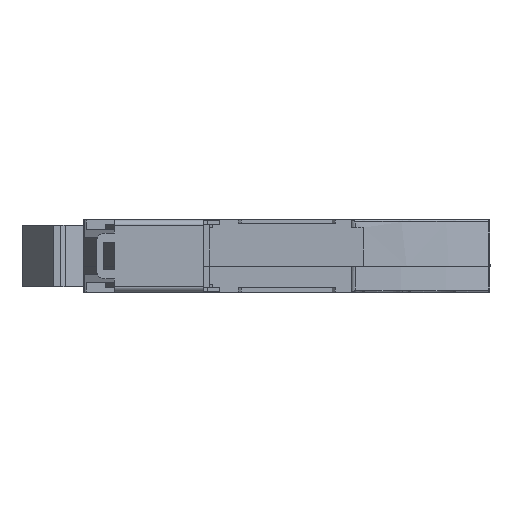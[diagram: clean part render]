
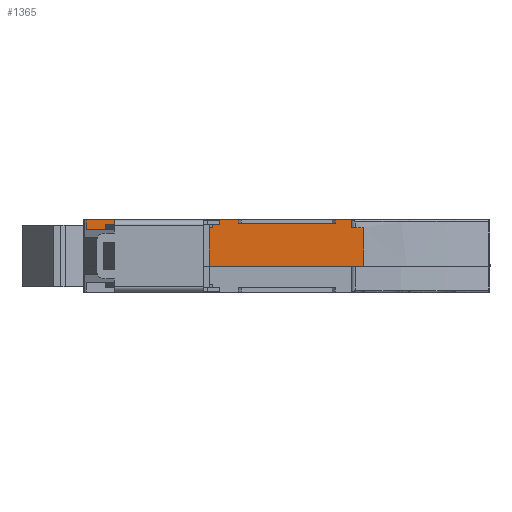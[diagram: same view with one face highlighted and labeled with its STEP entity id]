
A CAD part, front view. The second image highlights one B-rep face of the part: STEP entity #1365.
In plain terms, the highlighted planar face has unit normal (0, -1, 0).
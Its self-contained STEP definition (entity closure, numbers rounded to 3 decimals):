
#689 = VERTEX_POINT ( 'NONE', #5079 ) ;
#691 = EDGE_CURVE ( 'NONE', #978, #689, #5078, .T. ) ;
#708 = EDGE_CURVE ( 'NONE', #709, #710, #5222, .T. ) ;
#709 = VERTEX_POINT ( 'NONE', #5218 ) ;
#710 = VERTEX_POINT ( 'NONE', #5217 ) ;
#885 = VERTEX_POINT ( 'NONE', #5713 ) ;
#888 = EDGE_CURVE ( 'NONE', #885, #889, #5711, .T. ) ;
#889 = VERTEX_POINT ( 'NONE', #5707 ) ;
#913 = EDGE_CURVE ( 'NONE', #1014, #914, #5603, .T. ) ;
#914 = VERTEX_POINT ( 'NONE', #5596 ) ;
#978 = VERTEX_POINT ( 'NONE', #5694 ) ;
#1014 = VERTEX_POINT ( 'NONE', #5942 ) ;
#1031 = VERTEX_POINT ( 'NONE', #5974 ) ;
#1033 = EDGE_CURVE ( 'NONE', #1031, #1034, #5973, .T. ) ;
#1034 = VERTEX_POINT ( 'NONE', #5815 ) ;
#1184 = EDGE_CURVE ( 'NONE', #1014, #1185, #6058, .T. ) ;
#1185 = VERTEX_POINT ( 'NONE', #6054 ) ;
#1198 = EDGE_CURVE ( 'NONE', #1185, #1199, #6016, .T. ) ;
#1199 = VERTEX_POINT ( 'NONE', #6012 ) ;
#1215 = EDGE_CURVE ( 'NONE', #914, #1031, #6154, .T. ) ;
#1235 = EDGE_CURVE ( 'NONE', #885, #1034, #6363, .T. ) ;
#1242 = EDGE_CURVE ( 'NONE', #1243, #889, #6358, .T. ) ;
#1243 = VERTEX_POINT ( 'NONE', #6349 ) ;
#1326 = VERTEX_POINT ( 'NONE', #6418 ) ;
#1328 = EDGE_CURVE ( 'NONE', #1337, #1326, #6417, .T. ) ;
#1337 = VERTEX_POINT ( 'NONE', #6242 ) ;
#1355 = ORIENTED_EDGE ( 'NONE', *, *, #1184, .T. ) ;
#1356 = ORIENTED_EDGE ( 'NONE', *, *, #1198, .T. ) ;
#1365 = ADVANCED_FACE ( 'NONE', ( #6283 ), #6277, .T. ) ;
#1366 = ORIENTED_EDGE ( 'NONE', *, *, #1470, .F. ) ;
#1372 = ORIENTED_EDGE ( 'NONE', *, *, #1242, .T. ) ;
#1373 = ORIENTED_EDGE ( 'NONE', *, *, #1374, .F. ) ;
#1374 = EDGE_CURVE ( 'NONE', #978, #1199, #6275, .T. ) ;
#1392 = ORIENTED_EDGE ( 'NONE', *, *, #691, .T. ) ;
#1393 = ORIENTED_EDGE ( 'NONE', *, *, #1394, .T. ) ;
#1394 = EDGE_CURVE ( 'NONE', #689, #710, #6259, .T. ) ;
#1395 = ORIENTED_EDGE ( 'NONE', *, *, #708, .F. ) ;
#1423 = EDGE_CURVE ( 'NONE', #1424, #1337, #6483, .T. ) ;
#1424 = VERTEX_POINT ( 'NONE', #6479 ) ;
#1470 = EDGE_CURVE ( 'NONE', #1243, #1326, #6569, .T. ) ;
#1472 = EDGE_LOOP ( 'NONE', ( #1366, #1372, #1482, #1483, #1473, #1474, #1475, #1355, #1356, #1373, #1392, #1393, #1395, #1487, #1745, #1746 ) ) ;
#1473 = ORIENTED_EDGE ( 'NONE', *, *, #1033, .F. ) ;
#1474 = ORIENTED_EDGE ( 'NONE', *, *, #1215, .F. ) ;
#1475 = ORIENTED_EDGE ( 'NONE', *, *, #913, .F. ) ;
#1482 = ORIENTED_EDGE ( 'NONE', *, *, #888, .F. ) ;
#1483 = ORIENTED_EDGE ( 'NONE', *, *, #1235, .T. ) ;
#1487 = ORIENTED_EDGE ( 'NONE', *, *, #1744, .F. ) ;
#1744 = EDGE_CURVE ( 'NONE', #1424, #709, #7063, .T. ) ;
#1745 = ORIENTED_EDGE ( 'NONE', *, *, #1423, .T. ) ;
#1746 = ORIENTED_EDGE ( 'NONE', *, *, #1328, .T. ) ;
#5075 = DIRECTION ( 'NONE',  ( 0., 0., -1. ) ) ;
#5076 = VECTOR ( 'NONE', #5075, 1000. ) ;
#5077 = CARTESIAN_POINT ( 'NONE',  ( 11.817, -4.13, 0.2 ) ) ;
#5078 = LINE ( 'NONE', #5077, #5076 ) ;
#5079 = CARTESIAN_POINT ( 'NONE',  ( 11.817, -4.13, 8.2 ) ) ;
#5217 = CARTESIAN_POINT ( 'NONE',  ( -11.817, -4.13, 8.2 ) ) ;
#5218 = CARTESIAN_POINT ( 'NONE',  ( -11.817, -4.13, 9. ) ) ;
#5219 = DIRECTION ( 'NONE',  ( 0., 0., -1. ) ) ;
#5220 = VECTOR ( 'NONE', #5219, 1000. ) ;
#5221 = CARTESIAN_POINT ( 'NONE',  ( -11.817, -4.13, -1.1 ) ) ;
#5222 = LINE ( 'NONE', #5221, #5220 ) ;
#5596 = CARTESIAN_POINT ( 'NONE',  ( 18.7, -4.13, -2.3 ) ) ;
#5597 = DIRECTION ( 'NONE',  ( 0., 0., -1. ) ) ;
#5598 = VECTOR ( 'NONE', #5597, 1000. ) ;
#5599 = CARTESIAN_POINT ( 'NONE',  ( 18.7, -4.13, 8.2 ) ) ;
#5603 = LINE ( 'NONE', #5599, #5598 ) ;
#5694 = CARTESIAN_POINT ( 'NONE',  ( 11.817, -4.13, 9. ) ) ;
#5707 = CARTESIAN_POINT ( 'NONE',  ( -17.95, -4.13, 7.95 ) ) ;
#5708 = DIRECTION ( 'NONE',  ( 0., 0., 1. ) ) ;
#5709 = VECTOR ( 'NONE', #5708, 1000. ) ;
#5710 = CARTESIAN_POINT ( 'NONE',  ( -17.95, -4.13, 7.95 ) ) ;
#5711 = LINE ( 'NONE', #5710, #5709 ) ;
#5713 = CARTESIAN_POINT ( 'NONE',  ( -17.95, -4.13, 7.1 ) ) ;
#5815 = CARTESIAN_POINT ( 'NONE',  ( -18.85, -4.13, 7.1 ) ) ;
#5942 = CARTESIAN_POINT ( 'NONE',  ( 18.7, -4.13, 7.1 ) ) ;
#5970 = DIRECTION ( 'NONE',  ( 0., 0., 1. ) ) ;
#5971 = VECTOR ( 'NONE', #5970, 1000. ) ;
#5972 = CARTESIAN_POINT ( 'NONE',  ( -18.85, -4.13, 5.6 ) ) ;
#5973 = LINE ( 'NONE', #5972, #5971 ) ;
#5974 = CARTESIAN_POINT ( 'NONE',  ( -18.85, -4.13, -2.3 ) ) ;
#6012 = CARTESIAN_POINT ( 'NONE',  ( 17.5, -4.13, 9. ) ) ;
#6013 = DIRECTION ( 'NONE',  ( 0., 0., 1. ) ) ;
#6014 = VECTOR ( 'NONE', #6013, 1000. ) ;
#6015 = CARTESIAN_POINT ( 'NONE',  ( 17.5, -4.13, 0.2 ) ) ;
#6016 = LINE ( 'NONE', #6015, #6014 ) ;
#6054 = CARTESIAN_POINT ( 'NONE',  ( 17.5, -4.13, 7.1 ) ) ;
#6055 = DIRECTION ( 'NONE',  ( -1., 0., 0. ) ) ;
#6056 = VECTOR ( 'NONE', #6055, 1000. ) ;
#6057 = CARTESIAN_POINT ( 'NONE',  ( 17.407, -4.13, 7.1 ) ) ;
#6058 = LINE ( 'NONE', #6057, #6056 ) ;
#6147 = DIRECTION ( 'NONE',  ( -1., 0., 0. ) ) ;
#6148 = VECTOR ( 'NONE', #6147, 1000. ) ;
#6149 = CARTESIAN_POINT ( 'NONE',  ( -44.135, -4.13, -2.3 ) ) ;
#6154 = LINE ( 'NONE', #6149, #6148 ) ;
#6242 = CARTESIAN_POINT ( 'NONE',  ( -48.769, -4.13, 6.6 ) ) ;
#6253 = DIRECTION ( 'NONE',  ( -1., 0., 0. ) ) ;
#6254 = VECTOR ( 'NONE', #6253, 1000. ) ;
#6255 = CARTESIAN_POINT ( 'NONE',  ( -44.135, -4.13, 8.2 ) ) ;
#6259 = LINE ( 'NONE', #6255, #6254 ) ;
#6269 = DIRECTION ( 'NONE',  ( 1., 0., 0. ) ) ;
#6270 = VECTOR ( 'NONE', #6269, 1000. ) ;
#6271 = CARTESIAN_POINT ( 'NONE',  ( 22.378, -4.13, 9. ) ) ;
#6272 = DIRECTION ( 'NONE',  ( 1., 0., 0. ) ) ;
#6273 = DIRECTION ( 'NONE',  ( 0., -1., 0. ) ) ;
#6274 = AXIS2_PLACEMENT_3D ( 'NONE', #6276, #6273, #6272 ) ;
#6275 = LINE ( 'NONE', #6271, #6270 ) ;
#6276 = CARTESIAN_POINT ( 'NONE',  ( 17.5, -4.13, 0.2 ) ) ;
#6277 = PLANE ( 'NONE',  #6274 ) ;
#6283 = FACE_OUTER_BOUND ( 'NONE', #1472, .T. ) ;
#6349 = CARTESIAN_POINT ( 'NONE',  ( -44.135, -4.13, 7.95 ) ) ;
#6350 = DIRECTION ( 'NONE',  ( 1., 0., 0. ) ) ;
#6351 = VECTOR ( 'NONE', #6350, 1000. ) ;
#6352 = CARTESIAN_POINT ( 'NONE',  ( -44.656, -4.13, 7.95 ) ) ;
#6358 = LINE ( 'NONE', #6352, #6351 ) ;
#6360 = DIRECTION ( 'NONE',  ( -1., 0., 0. ) ) ;
#6361 = VECTOR ( 'NONE', #6360, 1000. ) ;
#6362 = CARTESIAN_POINT ( 'NONE',  ( -15.766, -4.13, 7.1 ) ) ;
#6363 = LINE ( 'NONE', #6362, #6361 ) ;
#6414 = DIRECTION ( 'NONE',  ( 1., 0., 0. ) ) ;
#6415 = VECTOR ( 'NONE', #6414, 1000. ) ;
#6416 = CARTESIAN_POINT ( 'NONE',  ( -44.656, -4.13, 6.6 ) ) ;
#6417 = LINE ( 'NONE', #6416, #6415 ) ;
#6418 = CARTESIAN_POINT ( 'NONE',  ( -44.135, -4.13, 6.6 ) ) ;
#6479 = CARTESIAN_POINT ( 'NONE',  ( -48.769, -4.13, 9. ) ) ;
#6480 = DIRECTION ( 'NONE',  ( 0., 0., -1. ) ) ;
#6481 = VECTOR ( 'NONE', #6480, 1000. ) ;
#6482 = CARTESIAN_POINT ( 'NONE',  ( -48.769, -4.13, 9. ) ) ;
#6483 = LINE ( 'NONE', #6482, #6481 ) ;
#6566 = DIRECTION ( 'NONE',  ( 0., 0., -1. ) ) ;
#6567 = VECTOR ( 'NONE', #6566, 1000. ) ;
#6568 = CARTESIAN_POINT ( 'NONE',  ( -44.135, -4.13, 7.95 ) ) ;
#6569 = LINE ( 'NONE', #6568, #6567 ) ;
#7060 = DIRECTION ( 'NONE',  ( 1., 0., 0. ) ) ;
#7061 = VECTOR ( 'NONE', #7060, 1000. ) ;
#7062 = CARTESIAN_POINT ( 'NONE',  ( 22.378, -4.13, 9. ) ) ;
#7063 = LINE ( 'NONE', #7062, #7061 ) ;
